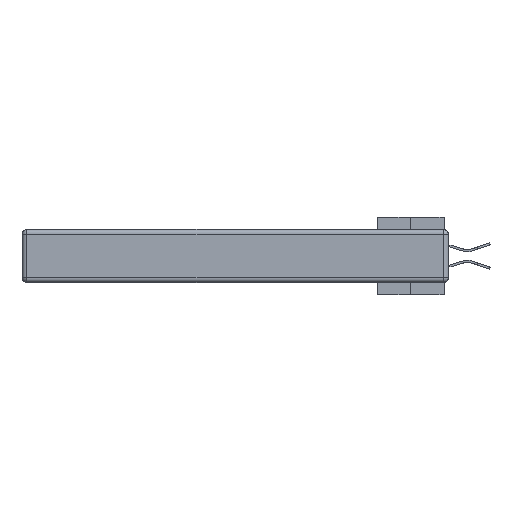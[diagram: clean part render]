
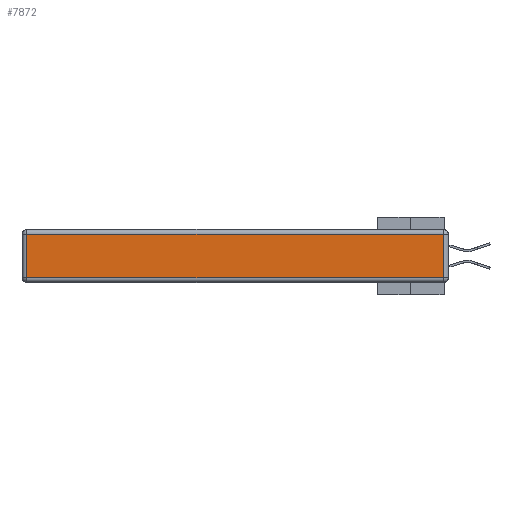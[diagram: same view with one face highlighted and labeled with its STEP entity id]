
A CAD part, left-side view. The second image highlights one B-rep face of the part: STEP entity #7872.
In plain terms, the highlighted planar face has unit normal (-1, 0, 0).
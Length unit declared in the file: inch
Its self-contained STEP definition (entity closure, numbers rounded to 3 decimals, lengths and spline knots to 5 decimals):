
#99 = ORIENTED_EDGE ( 'NONE', *, *, #41269, .T. ) ;
#1235 = VECTOR ( 'NONE', #27062, 39.37008 ) ;
#2382 = VERTEX_POINT ( 'NONE', #42258 ) ;
#4447 = EDGE_CURVE ( 'NONE', #2382, #45733, #14514, .T. ) ;
#4450 = PLANE ( 'NONE',  #16794 ) ;
#4546 = EDGE_CURVE ( 'NONE', #45733, #5632, #31614, .T. ) ;
#4893 = CARTESIAN_POINT ( 'NONE',  ( 0., 0.03, -0.313 ) ) ;
#5632 = VERTEX_POINT ( 'NONE', #20271 ) ;
#7872 = ADVANCED_FACE ( 'NONE', ( #38950 ), #4450, .T. ) ;
#8830 = VECTOR ( 'NONE', #28012, 39.37008 ) ;
#8909 = LINE ( 'NONE', #38326, #1235 ) ;
#11899 = CARTESIAN_POINT ( 'NONE',  ( 0., 0., -0.343 ) ) ;
#12805 = CARTESIAN_POINT ( 'NONE',  ( 0., 2.72, -0.03 ) ) ;
#14514 = LINE ( 'NONE', #34428, #45834 ) ;
#16635 = DIRECTION ( 'NONE',  ( 0., 0., 1. ) ) ;
#16794 = AXIS2_PLACEMENT_3D ( 'NONE', #11899, #45873, #30167 ) ;
#17828 = EDGE_LOOP ( 'NONE', ( #45111, #43607, #37032, #99 ) ) ;
#18574 = VERTEX_POINT ( 'NONE', #12805 ) ;
#20271 = CARTESIAN_POINT ( 'NONE',  ( 0., 0.03, -0.03 ) ) ;
#26487 = LINE ( 'NONE', #27511, #8830 ) ;
#27062 = DIRECTION ( 'NONE',  ( 0., 0., -1. ) ) ;
#27511 = CARTESIAN_POINT ( 'NONE',  ( 0., 2.75, -0.03 ) ) ;
#28012 = DIRECTION ( 'NONE',  ( 0., 1., 0. ) ) ;
#30167 = DIRECTION ( 'NONE',  ( 0., 0., 1. ) ) ;
#31110 = CARTESIAN_POINT ( 'NONE',  ( 0., 0.03, -0.343 ) ) ;
#31614 = LINE ( 'NONE', #31110, #48173 ) ;
#34428 = CARTESIAN_POINT ( 'NONE',  ( 0., 0., -0.313 ) ) ;
#37032 = ORIENTED_EDGE ( 'NONE', *, *, #48413, .T. ) ;
#38326 = CARTESIAN_POINT ( 'NONE',  ( 0., 2.72, -0.343 ) ) ;
#38422 = DIRECTION ( 'NONE',  ( 0., -1., 0. ) ) ;
#38950 = FACE_OUTER_BOUND ( 'NONE', #17828, .T. ) ;
#41269 = EDGE_CURVE ( 'NONE', #18574, #2382, #8909, .T. ) ;
#42258 = CARTESIAN_POINT ( 'NONE',  ( 0., 2.72, -0.313 ) ) ;
#43607 = ORIENTED_EDGE ( 'NONE', *, *, #4546, .T. ) ;
#45111 = ORIENTED_EDGE ( 'NONE', *, *, #4447, .T. ) ;
#45733 = VERTEX_POINT ( 'NONE', #4893 ) ;
#45834 = VECTOR ( 'NONE', #38422, 39.37008 ) ;
#45873 = DIRECTION ( 'NONE',  ( -1., 0., 0. ) ) ;
#48173 = VECTOR ( 'NONE', #16635, 39.37008 ) ;
#48413 = EDGE_CURVE ( 'NONE', #5632, #18574, #26487, .T. ) ;
